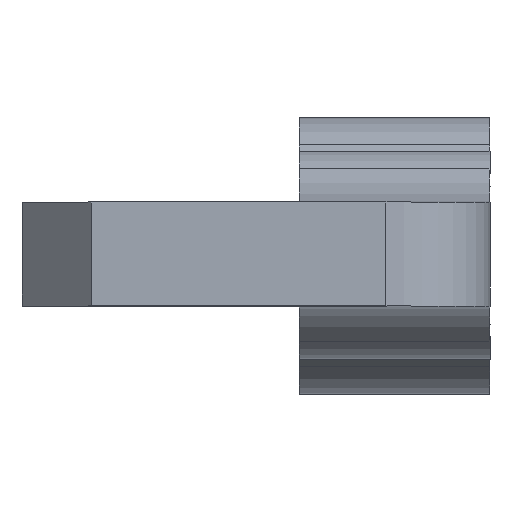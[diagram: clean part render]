
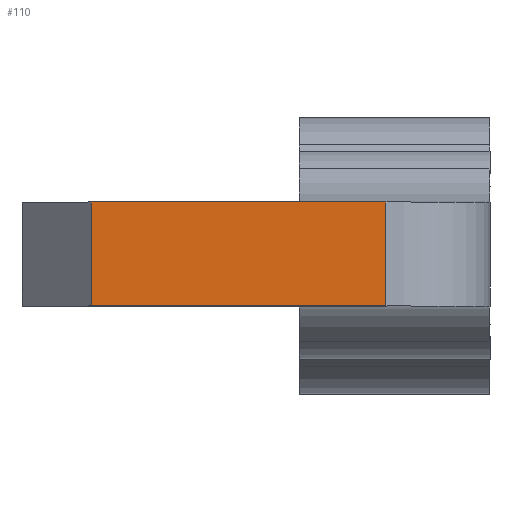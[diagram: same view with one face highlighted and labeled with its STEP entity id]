
A CAD part, top view. The second image highlights one B-rep face of the part: STEP entity #110.
In plain terms, the highlighted planar face has unit normal (0, 0, 1).
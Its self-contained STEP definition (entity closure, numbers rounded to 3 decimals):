
#54=PLANE('',#560);
#110=ADVANCED_FACE('',(#133),#54,.T.);
#133=FACE_OUTER_BOUND('',#165,.T.);
#165=EDGE_LOOP('',(#278,#279,#280,#281));
#278=ORIENTED_EDGE('',*,*,#401,.T.);
#279=ORIENTED_EDGE('',*,*,#438,.T.);
#280=ORIENTED_EDGE('',*,*,#395,.T.);
#281=ORIENTED_EDGE('',*,*,#439,.T.);
#346=VERTEX_POINT('',#831);
#347=VERTEX_POINT('',#833);
#351=VERTEX_POINT('',#843);
#352=VERTEX_POINT('',#845);
#395=EDGE_CURVE('',#347,#346,#457,.T.);
#401=EDGE_CURVE('',#352,#351,#461,.T.);
#438=EDGE_CURVE('',#351,#347,#477,.T.);
#439=EDGE_CURVE('',#346,#352,#478,.T.);
#457=LINE('',#832,#497);
#461=LINE('',#844,#501);
#477=LINE('',#942,#517);
#478=LINE('',#943,#518);
#497=VECTOR('',#606,1.);
#501=VECTOR('',#616,1.);
#517=VECTOR('',#690,1.);
#518=VECTOR('',#691,1.);
#560=AXIS2_PLACEMENT_3D('',#944,#692,#693);
#606=DIRECTION('',(-1.,0.,0.));
#616=DIRECTION('',(1.,0.,0.));
#690=DIRECTION('',(0.,1.,0.));
#691=DIRECTION('',(0.,-1.,0.));
#692=DIRECTION('',(0.,0.,1.));
#693=DIRECTION('',(1.,0.,0.));
#831=CARTESIAN_POINT('',(-6.,1.5,36.742));
#832=CARTESIAN_POINT('',(4.,1.5,36.742));
#833=CARTESIAN_POINT('',(2.5,1.5,36.742));
#843=CARTESIAN_POINT('',(2.5,-1.5,36.742));
#844=CARTESIAN_POINT('',(4.,-1.5,36.742));
#845=CARTESIAN_POINT('',(-6.,-1.5,36.742));
#942=CARTESIAN_POINT('',(2.5,-1.5,36.742));
#943=CARTESIAN_POINT('',(-6.,-1.5,36.742));
#944=CARTESIAN_POINT('',(4.,-1.5,36.742));
